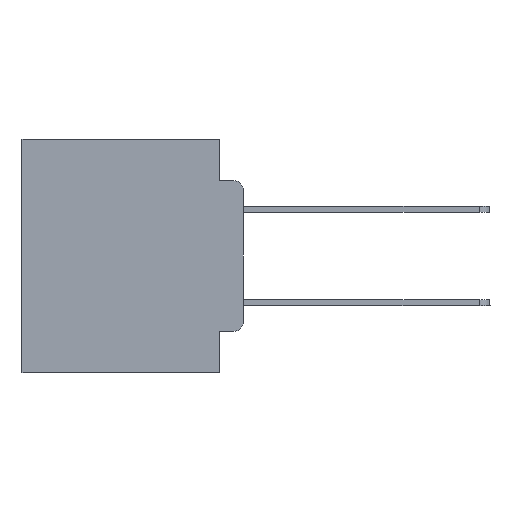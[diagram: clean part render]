
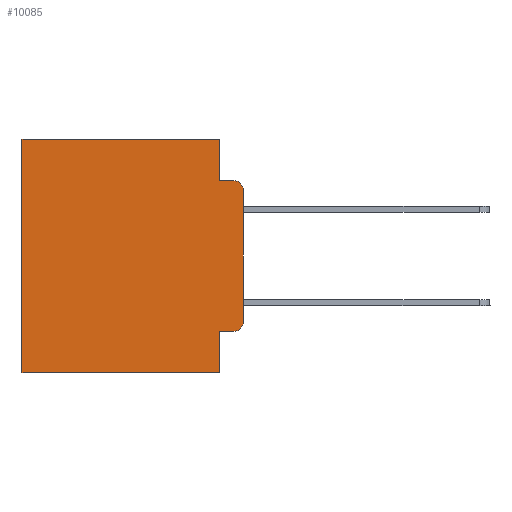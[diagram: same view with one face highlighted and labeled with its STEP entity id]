
A CAD part, left-side view. The second image highlights one B-rep face of the part: STEP entity #10085.
In plain terms, the highlighted planar face has unit normal (-1, 0, 0).
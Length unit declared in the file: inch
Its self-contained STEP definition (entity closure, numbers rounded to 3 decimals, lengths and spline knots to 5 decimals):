
#225 = VECTOR ( 'NONE', #18862, 39.37008 ) ;
#1088 = EDGE_CURVE ( 'NONE', #24652, #10530, #17627, .T. ) ;
#1285 = CIRCLE ( 'NONE', #15340, 0.02 ) ;
#1401 = FACE_OUTER_BOUND ( 'NONE', #22759, .T. ) ;
#1644 = CARTESIAN_POINT ( 'NONE',  ( 0.298, 0., -0.3915 ) ) ;
#1950 = DIRECTION ( 'NONE',  ( 0., -1., 0. ) ) ;
#2128 = VERTEX_POINT ( 'NONE', #20925 ) ;
#2197 = DIRECTION ( 'NONE',  ( 0., 0., -1. ) ) ;
#2444 = VERTEX_POINT ( 'NONE', #20752 ) ;
#2492 = LINE ( 'NONE', #12502, #24073 ) ;
#2979 = ORIENTED_EDGE ( 'NONE', *, *, #21291, .T. ) ;
#3890 = VERTEX_POINT ( 'NONE', #8043 ) ;
#4434 = EDGE_CURVE ( 'NONE', #8510, #26079, #10227, .T. ) ;
#4622 = ORIENTED_EDGE ( 'NONE', *, *, #1088, .F. ) ;
#4994 = AXIS2_PLACEMENT_3D ( 'NONE', #18122, #16084, #22397 ) ;
#5185 = ORIENTED_EDGE ( 'NONE', *, *, #24876, .T. ) ;
#5266 = VERTEX_POINT ( 'NONE', #14263 ) ;
#5386 = DIRECTION ( 'NONE',  ( 0., 1., 0. ) ) ;
#5645 = DIRECTION ( 'NONE',  ( -1., 0., 0. ) ) ;
#5697 = ORIENTED_EDGE ( 'NONE', *, *, #11024, .T. ) ;
#6084 = VERTEX_POINT ( 'NONE', #15706 ) ;
#6456 = CARTESIAN_POINT ( 'NONE',  ( 0.298, 0.051, 0. ) ) ;
#7223 = ORIENTED_EDGE ( 'NONE', *, *, #25936, .F. ) ;
#7441 = DIRECTION ( 'NONE',  ( 0., 0., -1. ) ) ;
#7984 = VECTOR ( 'NONE', #7441, 39.37008 ) ;
#8043 = CARTESIAN_POINT ( 'NONE',  ( 0.298, 0.473, -0.5 ) ) ;
#8099 = EDGE_CURVE ( 'NONE', #2444, #2128, #2492, .T. ) ;
#8510 = VERTEX_POINT ( 'NONE', #21762 ) ;
#9704 = DIRECTION ( 'NONE',  ( 0., 1., 0. ) ) ;
#9775 = PLANE ( 'NONE',  #4994 ) ;
#10085 = ADVANCED_FACE ( 'NONE', ( #1401 ), #9775, .F. ) ;
#10119 = CARTESIAN_POINT ( 'NONE',  ( 0.298, 0.051, -0.4115 ) ) ;
#10227 = LINE ( 'NONE', #18455, #17524 ) ;
#10530 = VERTEX_POINT ( 'NONE', #1644 ) ;
#11024 = EDGE_CURVE ( 'NONE', #24652, #2128, #11524, .T. ) ;
#11028 = LINE ( 'NONE', #13614, #17871 ) ;
#11304 = ORIENTED_EDGE ( 'NONE', *, *, #8099, .F. ) ;
#11524 = CIRCLE ( 'NONE', #18100, 0.02 ) ;
#11528 = DIRECTION ( 'NONE',  ( 0., 0., -1. ) ) ;
#11608 = VERTEX_POINT ( 'NONE', #23363 ) ;
#12155 = VECTOR ( 'NONE', #18474, 39.37008 ) ;
#12502 = CARTESIAN_POINT ( 'NONE',  ( 0.298, 0.051, -0.0885 ) ) ;
#12610 = LINE ( 'NONE', #6456, #16234 ) ;
#12698 = CARTESIAN_POINT ( 'NONE',  ( 0.298, 0.051, 0. ) ) ;
#12823 = EDGE_CURVE ( 'NONE', #8510, #2444, #16679, .T. ) ;
#13614 = CARTESIAN_POINT ( 'NONE',  ( 0.298, 0., -0.5 ) ) ;
#14128 = ORIENTED_EDGE ( 'NONE', *, *, #20067, .F. ) ;
#14263 = CARTESIAN_POINT ( 'NONE',  ( 0.298, 0.051, -0.5 ) ) ;
#14288 = CARTESIAN_POINT ( 'NONE',  ( 0.298, 0.473, 0. ) ) ;
#14494 = CARTESIAN_POINT ( 'NONE',  ( 0.298, 0.02, -0.1085 ) ) ;
#14628 = DIRECTION ( 'NONE',  ( 0., 0., -1. ) ) ;
#15340 = AXIS2_PLACEMENT_3D ( 'NONE', #21962, #5645, #11528 ) ;
#15706 = CARTESIAN_POINT ( 'NONE',  ( 0.298, 0.051, -0.4115 ) ) ;
#16084 = DIRECTION ( 'NONE',  ( 1., 0., 0. ) ) ;
#16163 = LINE ( 'NONE', #10119, #12155 ) ;
#16234 = VECTOR ( 'NONE', #2197, 39.37008 ) ;
#16679 = LINE ( 'NONE', #12698, #225 ) ;
#17357 = CARTESIAN_POINT ( 'NONE',  ( 0.298, 0., 0. ) ) ;
#17524 = VECTOR ( 'NONE', #9704, 39.37008 ) ;
#17627 = LINE ( 'NONE', #17357, #26358 ) ;
#17871 = VECTOR ( 'NONE', #5386, 39.37008 ) ;
#18100 = AXIS2_PLACEMENT_3D ( 'NONE', #14494, #26972, #14628 ) ;
#18122 = CARTESIAN_POINT ( 'NONE',  ( 0.298, 0., 0. ) ) ;
#18455 = CARTESIAN_POINT ( 'NONE',  ( 0.298, 0., 0. ) ) ;
#18474 = DIRECTION ( 'NONE',  ( 0., -1., 0. ) ) ;
#18772 = ORIENTED_EDGE ( 'NONE', *, *, #4434, .T. ) ;
#18862 = DIRECTION ( 'NONE',  ( 0., 0., -1. ) ) ;
#19899 = LINE ( 'NONE', #21689, #7984 ) ;
#19983 = EDGE_CURVE ( 'NONE', #11608, #10530, #1285, .T. ) ;
#20067 = EDGE_CURVE ( 'NONE', #6084, #5266, #12610, .T. ) ;
#20752 = CARTESIAN_POINT ( 'NONE',  ( 0.298, 0.051, -0.0885 ) ) ;
#20925 = CARTESIAN_POINT ( 'NONE',  ( 0.298, 0.02, -0.0885 ) ) ;
#21291 = EDGE_CURVE ( 'NONE', #26079, #3890, #19899, .T. ) ;
#21689 = CARTESIAN_POINT ( 'NONE',  ( 0.298, 0.473, 0. ) ) ;
#21762 = CARTESIAN_POINT ( 'NONE',  ( 0.298, 0.051, 0. ) ) ;
#21962 = CARTESIAN_POINT ( 'NONE',  ( 0.298, 0.02, -0.3915 ) ) ;
#22038 = ORIENTED_EDGE ( 'NONE', *, *, #19983, .T. ) ;
#22397 = DIRECTION ( 'NONE',  ( 0., 0., -1. ) ) ;
#22759 = EDGE_LOOP ( 'NONE', ( #4622, #5697, #11304, #23657, #18772, #2979, #7223, #14128, #5185, #22038 ) ) ;
#23363 = CARTESIAN_POINT ( 'NONE',  ( 0.298, 0.02, -0.4115 ) ) ;
#23657 = ORIENTED_EDGE ( 'NONE', *, *, #12823, .F. ) ;
#23846 = CARTESIAN_POINT ( 'NONE',  ( 0.298, 0., -0.1085 ) ) ;
#24073 = VECTOR ( 'NONE', #1950, 39.37008 ) ;
#24652 = VERTEX_POINT ( 'NONE', #23846 ) ;
#24876 = EDGE_CURVE ( 'NONE', #6084, #11608, #16163, .T. ) ;
#25726 = DIRECTION ( 'NONE',  ( 0., 0., -1. ) ) ;
#25936 = EDGE_CURVE ( 'NONE', #5266, #3890, #11028, .T. ) ;
#26079 = VERTEX_POINT ( 'NONE', #14288 ) ;
#26358 = VECTOR ( 'NONE', #25726, 39.37008 ) ;
#26972 = DIRECTION ( 'NONE',  ( -1., 0., 0. ) ) ;
